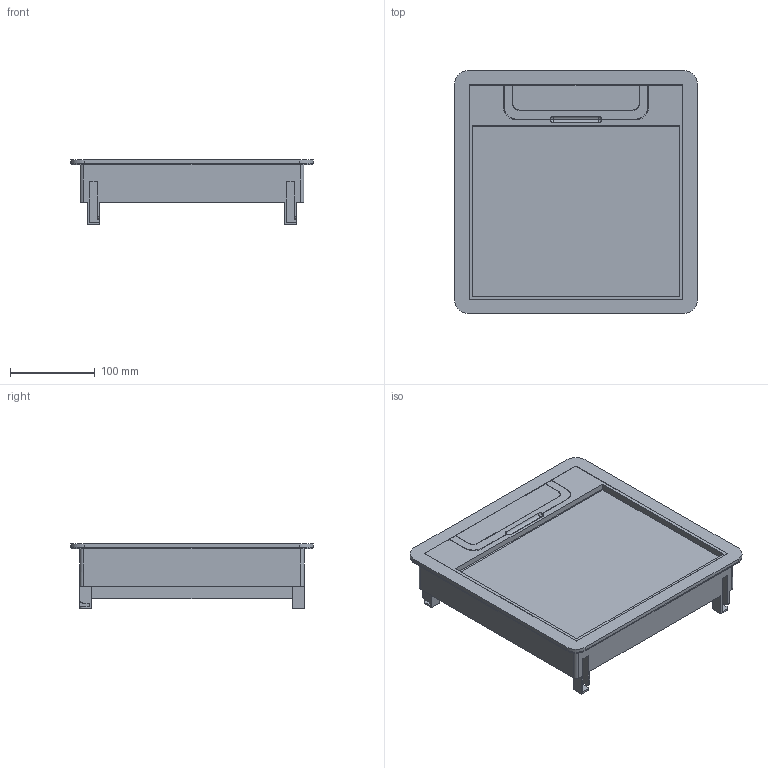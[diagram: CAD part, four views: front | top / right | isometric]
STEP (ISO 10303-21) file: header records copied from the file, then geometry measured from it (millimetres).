
FILE_DESCRIPTION(('CATIA V5 STEP Exchange','CAx-IF Rec.Pracs.--- Composite Materials ---3.4---2017-06-13'),'2;1');
FILE_NAME('LG-080708-S-ferme.stp','2025-04-28T14:36:57+00:00',('none'),('none'),'CATIA Version 5-6 Release 2020','CATIA V5 STEP AP203 v1','none');
FILE_SCHEMA(('CONFIG_CONTROL_DESIGN'));
Length unit declared in the file: millimetre
Products named in the file (3): A029368AA; A027502; A004292_A-AS1
Assembly tree (5 placements, depth 3):
  A029368AA
    A027502
      #65
    A004292_A-AS1
      #6939
      #22534
Bounding box: 285.97 x 285.97 x 75.7 mm (x, y, z)
Volume: 847187.2 mm3; surface area: 515399.1 mm2
Topology: 3 solids, 3 shells, 770 faces, 2337 edges, 1548 vertices
Faces by surface type: plane 605, cylinder 115, extrusion 38, revolution 12
Entity records: 25323 total; most frequent: CARTESIAN_POINT 5782, ORIENTED_EDGE 4674, DIRECTION 2999, EDGE_CURVE 2337, VECTOR 2027, LINE 1989, VERTEX_POINT 1548, EDGE_LOOP 839
